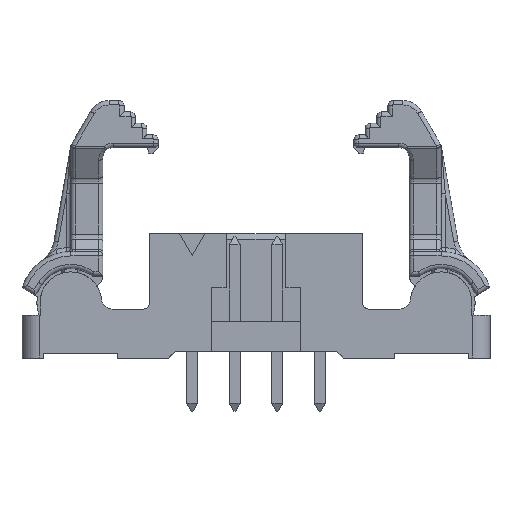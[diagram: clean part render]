
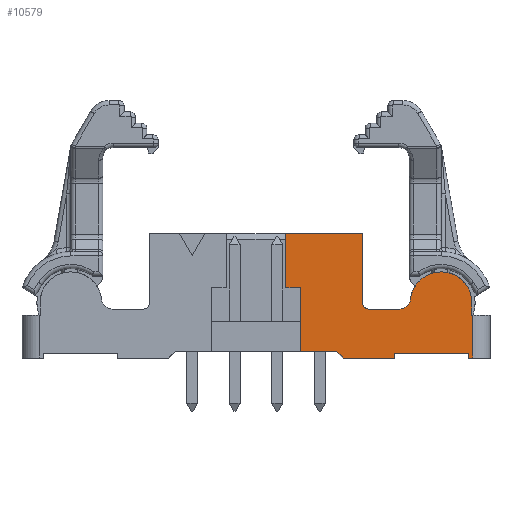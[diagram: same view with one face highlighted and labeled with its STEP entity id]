
A CAD part, top view. The second image highlights one B-rep face of the part: STEP entity #10579.
In plain terms, the highlighted planar face has unit normal (0, 0, 1).
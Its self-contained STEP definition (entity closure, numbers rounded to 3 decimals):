
#2300=DIRECTION('',(0.,1.,0.));
#2301=VECTOR('',#2300,2.);
#2302=CARTESIAN_POINT('',(10.2,-0.3,3.));
#2303=LINE('26292',#2302,#2301);
#2304=DIRECTION('',(-1.,0.,0.));
#2305=VECTOR('',#2304,0.2);
#2306=CARTESIAN_POINT('',(10.2,-0.3,3.));
#2307=LINE('26329',#2306,#2305);
#2308=DIRECTION('',(0.,1.,0.));
#2309=VECTOR('',#2308,0.2);
#2310=CARTESIAN_POINT('',(10.,-0.3,3.));
#2311=LINE('26149',#2310,#2309);
#2312=DIRECTION('',(1.,0.,0.));
#2313=VECTOR('',#2312,3.5);
#2314=CARTESIAN_POINT('',(6.5,-0.1,3.));
#2315=LINE('26145',#2314,#2313);
#2316=DIRECTION('',(0.,1.,0.));
#2317=VECTOR('',#2316,0.2);
#2318=CARTESIAN_POINT('',(6.5,-0.3,3.));
#2319=LINE('26148',#2318,#2317);
#2320=DIRECTION('',(-1.,0.,0.));
#2321=VECTOR('',#2320,2.4);
#2322=CARTESIAN_POINT('',(6.5,-0.3,3.));
#2323=LINE('26187',#2322,#2321);
#2324=DIRECTION('',(0.707,-0.707,0.));
#2325=VECTOR('',#2324,0.424);
#2326=CARTESIAN_POINT('',(3.8,0.,3.));
#2327=LINE('24975',#2326,#2325);
#2328=DIRECTION('',(1.,0.,0.));
#2329=VECTOR('',#2328,1.7);
#2330=CARTESIAN_POINT('',(2.1,0.,3.));
#2331=LINE('24972',#2330,#2329);
#2332=DIRECTION('',(0.,1.,0.));
#2333=VECTOR('',#2332,3.);
#2334=CARTESIAN_POINT('',(2.1,0.,3.));
#2335=LINE('6920',#2334,#2333);
#2336=DIRECTION('',(-1.,0.,0.));
#2337=VECTOR('',#2336,0.7);
#2338=CARTESIAN_POINT('',(2.1,3.,3.));
#2339=LINE('6915',#2338,#2337);
#2340=DIRECTION('',(0.,-1.,0.));
#2341=VECTOR('',#2340,2.55);
#2342=CARTESIAN_POINT('',(1.4,5.55,3.));
#2343=LINE('6916',#2342,#2341);
#2344=DIRECTION('',(-1.,0.,0.));
#2345=VECTOR('',#2344,3.6);
#2346=CARTESIAN_POINT('',(5.,5.55,3.));
#2347=LINE('6935',#2346,#2345);
#2348=DIRECTION('',(0.,-1.,0.));
#2349=VECTOR('',#2348,3.25);
#2350=CARTESIAN_POINT('',(5.,5.55,3.));
#2351=LINE('25186',#2350,#2349);
#2352=DIRECTION('',(1.,0.,0.));
#2353=VECTOR('',#2352,1.46);
#2354=CARTESIAN_POINT('',(5.3,2.,3.));
#2355=LINE('19585',#2354,#2353);
#2356=CARTESIAN_POINT('',(8.7,2.3,3.));
#2357=DIRECTION('',(0.,0.,-1.));
#2358=DIRECTION('',(-0.995,0.103,0.));
#2359=AXIS2_PLACEMENT_3D('',#2356,#2357,#2358);
#2361=DIRECTION('',(0.,-1.,0.));
#2362=VECTOR('',#2361,0.6);
#2363=CARTESIAN_POINT('',(10.15,2.3,3.));
#2364=LINE('18423',#2363,#2362);
#2365=DIRECTION('',(1.,0.,0.));
#2366=VECTOR('',#2365,0.05);
#2367=CARTESIAN_POINT('',(10.15,1.7,3.));
#2368=LINE('26319',#2367,#2366);
#5092=CARTESIAN_POINT('',(6.76,2.5,3.));
#5093=DIRECTION('',(0.,0.,-1.));
#5094=DIRECTION('',(0.995,-0.103,0.));
#5095=AXIS2_PLACEMENT_3D('',#5092,#5093,#5094);
#5109=CARTESIAN_POINT('',(5.3,2.3,3.));
#5110=DIRECTION('',(0.,0.,-1.));
#5111=DIRECTION('',(0.,-1.,0.));
#5112=AXIS2_PLACEMENT_3D('',#5109,#5110,#5111);
#6140=CARTESIAN_POINT('',(2.1,3.,3.));
#6141=CARTESIAN_POINT('',(1.4,3.,3.));
#6142=VERTEX_POINT('',#6140);
#6143=VERTEX_POINT('',#6141);
#6144=CARTESIAN_POINT('',(1.4,5.55,3.));
#6145=VERTEX_POINT('',#6144);
#6154=CARTESIAN_POINT('',(2.1,0.,3.));
#6155=VERTEX_POINT('',#6154);
#6172=CARTESIAN_POINT('',(5.,5.55,3.));
#6173=VERTEX_POINT('',#6172);
#6290=CARTESIAN_POINT('',(10.15,2.3,3.));
#6291=CARTESIAN_POINT('',(10.15,1.7,3.));
#6292=VERTEX_POINT('',#6290);
#6293=VERTEX_POINT('',#6291);
#6340=CARTESIAN_POINT('',(7.258,2.449,3.));
#6341=VERTEX_POINT('',#6340);
#6342=CARTESIAN_POINT('',(6.76,2.,3.));
#6343=VERTEX_POINT('',#6342);
#6366=CARTESIAN_POINT('',(5.3,2.,3.));
#6367=VERTEX_POINT('',#6366);
#6370=CARTESIAN_POINT('',(5.,2.3,3.));
#6371=VERTEX_POINT('',#6370);
#6560=CARTESIAN_POINT('',(3.8,0.,3.));
#6561=VERTEX_POINT('',#6560);
#6562=CARTESIAN_POINT('',(4.1,-0.3,3.));
#6563=VERTEX_POINT('',#6562);
#6725=CARTESIAN_POINT('',(6.5,-0.1,3.));
#6726=CARTESIAN_POINT('',(10.,-0.1,3.));
#6727=VERTEX_POINT('',#6725);
#6728=VERTEX_POINT('',#6726);
#6733=CARTESIAN_POINT('',(6.5,-0.3,3.));
#6734=VERTEX_POINT('',#6733);
#6735=CARTESIAN_POINT('',(10.,-0.3,3.));
#6736=VERTEX_POINT('',#6735);
#6753=CARTESIAN_POINT('',(10.2,-0.3,3.));
#6754=CARTESIAN_POINT('',(10.2,1.7,3.));
#6755=VERTEX_POINT('',#6753);
#6756=VERTEX_POINT('',#6754);
#10539=CARTESIAN_POINT('',(0.,0.,3.));
#10540=DIRECTION('',(0.,0.,1.));
#10541=DIRECTION('',(1.,0.,0.));
#10542=AXIS2_PLACEMENT_3D('',#10539,#10540,#10541);
#10543=PLANE('3584',#10542);
#10545=ORIENTED_EDGE('26292',*,*,#10544,.F.);
#10546=ORIENTED_EDGE('26329',*,*,#9697,.T.);
#10547=ORIENTED_EDGE('26149',*,*,#10531,.T.);
#10548=ORIENTED_EDGE('26145',*,*,#9534,.F.);
#10550=ORIENTED_EDGE('26148',*,*,#10549,.F.);
#10551=ORIENTED_EDGE('26187',*,*,#9677,.T.);
#10553=ORIENTED_EDGE('24975',*,*,#10552,.F.);
#10554=ORIENTED_EDGE('24972',*,*,#7156,.F.);
#10556=ORIENTED_EDGE('6920',*,*,#10555,.T.);
#10558=ORIENTED_EDGE('6915',*,*,#10557,.T.);
#10560=ORIENTED_EDGE('6916',*,*,#10559,.F.);
#10562=ORIENTED_EDGE('6935',*,*,#10561,.F.);
#10564=ORIENTED_EDGE('25186',*,*,#10563,.T.);
#10566=ORIENTED_EDGE('19595',*,*,#10565,.F.);
#10568=ORIENTED_EDGE('19585',*,*,#10567,.T.);
#10570=ORIENTED_EDGE('19335',*,*,#10569,.F.);
#10572=ORIENTED_EDGE('19328',*,*,#10571,.T.);
#10574=ORIENTED_EDGE('18423',*,*,#10573,.T.);
#10576=ORIENTED_EDGE('26319',*,*,#10575,.T.);
#10577=EDGE_LOOP('3584',(#10545,#10546,#10547,#10548,#10550,#10551,#10553,
#10554,#10556,#10558,#10560,#10562,#10564,#10566,#10568,#10570,#10572,#10574,
#10576));
#10578=FACE_OUTER_BOUND('3584',#10577,.F.);
#10579=ADVANCED_FACE('3584',(#10578),#10543,.T.);
#2360=CIRCLE('19328',#2359,1.45);
#5096=CIRCLE('19335',#5095,0.5);
#5113=CIRCLE('19595',#5112,0.3);
#7156=EDGE_CURVE('24972',#6155,#6561,#2331,.T.);
#9534=EDGE_CURVE('26145',#6727,#6728,#2315,.T.);
#9677=EDGE_CURVE('26187',#6734,#6563,#2323,.T.);
#9697=EDGE_CURVE('26329',#6755,#6736,#2307,.T.);
#10531=EDGE_CURVE('26149',#6736,#6728,#2311,.T.);
#10544=EDGE_CURVE('26292',#6755,#6756,#2303,.T.);
#10549=EDGE_CURVE('26148',#6734,#6727,#2319,.T.);
#10552=EDGE_CURVE('24975',#6561,#6563,#2327,.T.);
#10555=EDGE_CURVE('6920',#6155,#6142,#2335,.T.);
#10557=EDGE_CURVE('6915',#6142,#6143,#2339,.T.);
#10559=EDGE_CURVE('6916',#6145,#6143,#2343,.T.);
#10561=EDGE_CURVE('6935',#6173,#6145,#2347,.T.);
#10563=EDGE_CURVE('25186',#6173,#6371,#2351,.T.);
#10565=EDGE_CURVE('19595',#6367,#6371,#5113,.T.);
#10567=EDGE_CURVE('19585',#6367,#6343,#2355,.T.);
#10569=EDGE_CURVE('19335',#6341,#6343,#5096,.T.);
#10571=EDGE_CURVE('19328',#6341,#6292,#2360,.T.);
#10573=EDGE_CURVE('18423',#6292,#6293,#2364,.T.);
#10575=EDGE_CURVE('26319',#6293,#6756,#2368,.T.);
